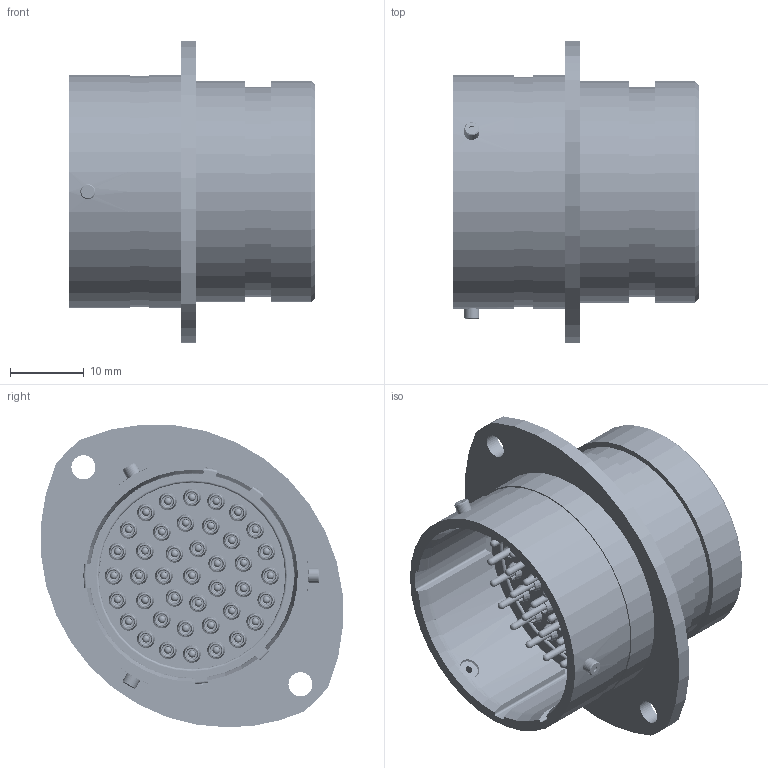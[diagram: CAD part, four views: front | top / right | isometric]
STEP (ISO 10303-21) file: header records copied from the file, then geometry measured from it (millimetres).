
FILE_DESCRIPTION (( 'STEP AP214' ), '1' );
FILE_NAME ('AS020-41PN.STEP', '2022-02-01T14:33:52', ( '' ), ( '' ), 'SwSTEP 2.0', 'SolidWorks 2020', '' );
FILE_SCHEMA (( 'AUTOMOTIVE_DESIGN' ));
Length unit declared in the file: millimetre
Products named in the file (1): AS020-41PN
Bounding box: 33.31 x 40.96 x 41.04 mm (x, y, z)
Volume: 15141.1 mm3; surface area: 17833.5 mm2
Topology: 51 solids, 51 shells, 2966 faces, 6175 edges, 3524 vertices
Faces by surface type: torus 1168, cylinder 844, cone 594, plane 342, sphere 18
Entity records: 113014 total; most frequent: DIRECTION 16687, CARTESIAN_POINT 13001, ORIENTED_EDGE 12308, AXIS2_PLACEMENT_3D 7610, EDGE_CURVE 6154, CIRCLE 4645, VERTEX_POINT 3515, EDGE_LOOP 3449
